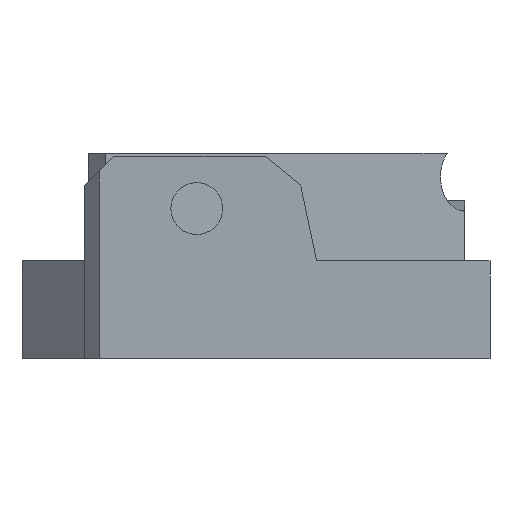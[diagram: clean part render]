
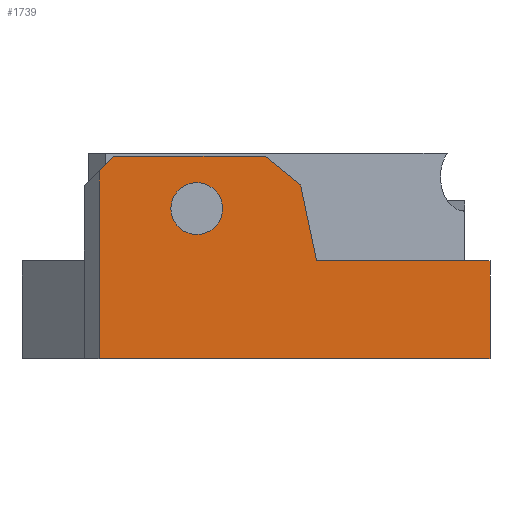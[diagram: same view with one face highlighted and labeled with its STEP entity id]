
A CAD part, left-side view. The second image highlights one B-rep face of the part: STEP entity #1739.
In plain terms, the highlighted planar face has unit normal (-1, 0, 0).
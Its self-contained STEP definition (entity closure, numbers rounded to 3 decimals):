
#22=FACE_BOUND('',#138,.T.);
#30=CIRCLE('',#1855,2.65);
#36=FACE_OUTER_BOUND('',#137,.T.);
#137=EDGE_LOOP('',(#1140,#1141,#1142,#1143,#1144,#1145,#1146,#1147));
#138=EDGE_LOOP('',(#1148));
#247=LINE('',#2436,#490);
#249=LINE('',#2440,#492);
#250=LINE('',#2442,#493);
#251=LINE('',#2444,#494);
#252=LINE('',#2446,#495);
#253=LINE('',#2448,#496);
#254=LINE('',#2450,#497);
#255=LINE('',#2451,#498);
#490=VECTOR('',#1969,10.);
#492=VECTOR('',#1973,10.);
#493=VECTOR('',#1974,10.);
#494=VECTOR('',#1975,10.);
#495=VECTOR('',#1976,10.);
#496=VECTOR('',#1977,10.);
#497=VECTOR('',#1978,10.);
#498=VECTOR('',#1979,10.);
#733=VERTEX_POINT('',#2433);
#734=VERTEX_POINT('',#2435);
#735=VERTEX_POINT('',#2439);
#736=VERTEX_POINT('',#2441);
#737=VERTEX_POINT('',#2443);
#738=VERTEX_POINT('',#2445);
#739=VERTEX_POINT('',#2447);
#740=VERTEX_POINT('',#2449);
#741=VERTEX_POINT('',#2452);
#886=EDGE_CURVE('',#733,#734,#247,.T.);
#888=EDGE_CURVE('',#735,#733,#249,.T.);
#889=EDGE_CURVE('',#736,#735,#250,.T.);
#890=EDGE_CURVE('',#737,#736,#251,.T.);
#891=EDGE_CURVE('',#737,#738,#252,.T.);
#892=EDGE_CURVE('',#738,#739,#253,.T.);
#893=EDGE_CURVE('',#740,#739,#254,.T.);
#894=EDGE_CURVE('',#734,#740,#255,.T.);
#895=EDGE_CURVE('',#741,#741,#30,.T.);
#1140=ORIENTED_EDGE('',*,*,#886,.F.);
#1141=ORIENTED_EDGE('',*,*,#888,.F.);
#1142=ORIENTED_EDGE('',*,*,#889,.F.);
#1143=ORIENTED_EDGE('',*,*,#890,.F.);
#1144=ORIENTED_EDGE('',*,*,#891,.T.);
#1145=ORIENTED_EDGE('',*,*,#892,.T.);
#1146=ORIENTED_EDGE('',*,*,#893,.F.);
#1147=ORIENTED_EDGE('',*,*,#894,.F.);
#1148=ORIENTED_EDGE('',*,*,#895,.T.);
#1641=PLANE('',#1854);
#1739=ADVANCED_FACE('',(#36,#22),#1641,.T.);
#1854=AXIS2_PLACEMENT_3D('',#2438,#1971,#1972);
#1855=AXIS2_PLACEMENT_3D('',#2453,#1980,#1981);
#1969=DIRECTION('',(0.,-0.777,-0.63));
#1971=DIRECTION('center_axis',(-1.,0.,0.));
#1972=DIRECTION('ref_axis',(0.,-1.,0.));
#1973=DIRECTION('',(0.,-1.,0.));
#1974=DIRECTION('',(0.,-0.707,0.707));
#1975=DIRECTION('',(0.,0.,1.));
#1976=DIRECTION('',(0.,-1.,0.));
#1977=DIRECTION('',(0.,0.,1.));
#1978=DIRECTION('',(0.,-1.,0.));
#1979=DIRECTION('',(0.,-0.207,-0.978));
#1980=DIRECTION('center_axis',(1.,0.,0.));
#1981=DIRECTION('ref_axis',(0.,-1.,0.));
#2433=CARTESIAN_POINT('',(0.,23.,20.7));
#2435=CARTESIAN_POINT('',(0.,19.38,17.765));
#2436=CARTESIAN_POINT('',(0.,22.612,20.386));
#2438=CARTESIAN_POINT('Origin',(0.,41.5,0.));
#2439=CARTESIAN_POINT('',(0.,38.5,20.7));
#2440=CARTESIAN_POINT('',(0.,36.125,20.7));
#2441=CARTESIAN_POINT('',(0.,40.,19.2));
#2442=CARTESIAN_POINT('',(0.,45.175,14.025));
#2443=CARTESIAN_POINT('',(0.,40.,0.));
#2444=CARTESIAN_POINT('',(0.,40.,0.));
#2445=CARTESIAN_POINT('',(0.,0.,0.));
#2446=CARTESIAN_POINT('',(0.,41.5,0.));
#2447=CARTESIAN_POINT('',(0.,0.,10.));
#2448=CARTESIAN_POINT('',(0.,0.,0.));
#2449=CARTESIAN_POINT('',(0.,17.74,10.));
#2450=CARTESIAN_POINT('',(0.,41.5,10.));
#2451=CARTESIAN_POINT('',(0.,17.801,10.291));
#2452=CARTESIAN_POINT('',(0.,32.65,15.35));
#2453=CARTESIAN_POINT('Origin',(0.,30.,15.35));
